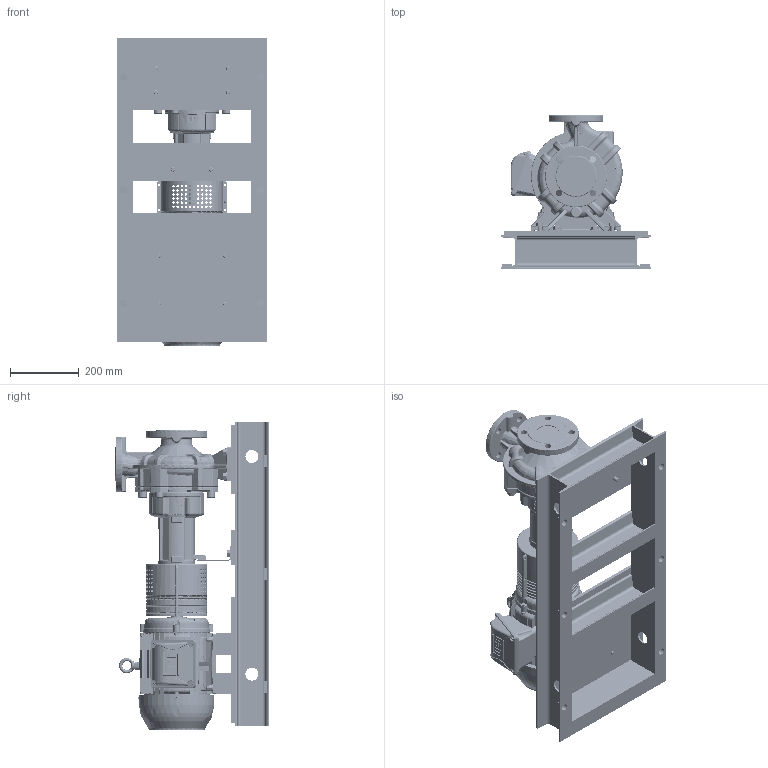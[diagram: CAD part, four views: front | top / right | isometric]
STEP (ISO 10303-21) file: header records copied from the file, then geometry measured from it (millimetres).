
FILE_DESCRIPTION (( 'STEP AP203' ), '1' );
FILE_NAME ('3325491 - NL-HE 2.5x2x6-3-182_4T-460-4-TEFC.step', '2021-01-06T15:12:35', ( '' ), ( '' ), 'SwSTEP 2.0', 'SolidWorks 2020', '' );
FILE_SCHEMA (( 'CONFIG_CONTROL_DESIGN' ));
Products named in the file (24): MOT PLATE[stp]_MOT PLATE #6; CONF - BOLT - [1_2in-13][stp]_3323258 - 1_2in-13 x 1.5in A307 HD GALV HEX BOLT; 10# C CHANNEL[stp]_####### - 10# x 35in; 3322662 - 3_8in-16 ZINC GRADE 5 HEX NUT[stp]_95462A031; BASE 10#[stp]_3322636 - NL-HE RAW BASE #3-143_5T,182_4T; 3322658 - 1_2in x 1.062in OD ZINC STEEL FLAT WASHER[stp]_91860A033; 4 POLE[stp]_2710423 - NEMA H4 3HP 182T 3~208-230_460 TEFC; 10# ANGLE WASHER[stp]; NL-HE MOT RISER[stp]_3322561 - NL-HE MOT RISER #5B [2.5 x 2 x 1.75]; 10# C CHANNEL[stp]_####### - 10# x 13.5in; COUPLING GRD[stp]_3323307 CUT; CONF - BOLT - [1_2in-13][stp]_3323256 - 1_2in-13 x 1in (FT) A307 HD GALV HEX BOLT; BASE 10# ASSY[stp]_3322768 - NL-HE BASE #3 - BASEKIT 39; 3325491 - NL-HE 2.5x2x6-3-182_4T-460-4-TEFC; DRILLING[stp]_3322980 - NL-HE BASE #3 DRILLED - 39; PE PLATE[stp]_P.E PLATE #6; 9149652 - Atmos GIGA-N 2.5x2x6-D-L4; 2710423 - NEMA H4 3HP 182T 3~208-230_460 TEFC[stp]; 4107249 - 1_2COUPLING GUARD-PP-SG.25[stp]; CONF - STUD - [3_8in-16][stp]_3314186 - 3_8in-16 GR.A MGLV STD 3.50in .85inA .60inB; BBRCKT PLATE[stp]_B.B PLATE #6; 3322660 - 3_8in x 0.812in OD ZINC STEEL FLAT WASHER[stp]_98023A031
Assembly tree (51 placements, depth 4):
  3325491 - NL-HE 2.5x2x6-3-182_4T-460-4-TEFC
    9149652 - Atmos GIGA-N 2.5x2x6-D-L4
    4 POLE[stp]_2710423 - NEMA H4 3HP 182T 3~208-230_460 TEFC
      2710423 - NEMA H4 3HP 182T 3~208-230_460 TEFC[stp]
    BASE 10# ASSY[stp]_3322768 - NL-HE BASE #3 - BASEKIT 39
      BASE 10#[stp]_3322636 - NL-HE RAW BASE #3-143_5T,182_4T
        10# C CHANNEL[stp]_####### - 10# x 35in
        10# C CHANNEL[stp]_####### - 10# x 13.5in  x4
        PE PLATE[stp]_P.E PLATE #6
        BBRCKT PLATE[stp]_B.B PLATE #6
        MOT PLATE[stp]_MOT PLATE #6
        10# C CHANNEL[stp]_####### - 10# x 35in
        10# ANGLE WASHER[stp]  x6
      NL-HE MOT RISER[stp]_3322561 - NL-HE MOT RISER #5B [2.5 x 2 x 1.75]  x4
      CONF - BOLT - [1_2in-13][stp]_3323258 - 1_2in-13 x 1.5in A307 HD GALV HEX BOLT  x4
      3322658 - 1_2in x 1.062in OD ZINC STEEL FLAT WASHER[stp]_91860A033  x6
      CONF - BOLT - [1_2in-13][stp]_3323256 - 1_2in-13 x 1in (FT) A307 HD GALV HEX BOLT  x2
      CONF - STUD - [3_8in-16][stp]_3314186 - 3_8in-16 GR.A MGLV STD 3.50in .85inA .60inB  x4
      3322662 - 3_8in-16 ZINC GRADE 5 HEX NUT[stp]_95462A031  x4
      3322660 - 3_8in x 0.812in OD ZINC STEEL FLAT WASHER[stp]_98023A031  x4
    COUPLING GRD[stp]_3323307 CUT
      4107249 - 1_2COUPLING GUARD-PP-SG.25[stp]
      4107249 - 1_2COUPLING GUARD-PP-SG.25[stp]
  DRILLING[stp]_3322980 - NL-HE BASE #3 DRILLED - 39
Bounding box: 438.9 x 450.01 x 900.75 mm (x, y, z)
Volume: 28935251.8 mm3; surface area: 3245229.9 mm2
Topology: 49 solids, 53 shells, 6801 faces, 16648 edges, 10079 vertices
Faces by surface type: plane 2405, bspline 2199, cylinder 1539, cone 586, sphere 64, torus 8
Entity records: 347713 total; most frequent: CARTESIAN_POINT 213681, ORIENTED_EDGE 31630, DIRECTION 20381, EDGE_CURVE 15815, VERTEX_POINT 9629, AXIS2_PLACEMENT_3D 7153, EDGE_LOOP 7092, FACE_OUTER_BOUND 6475
